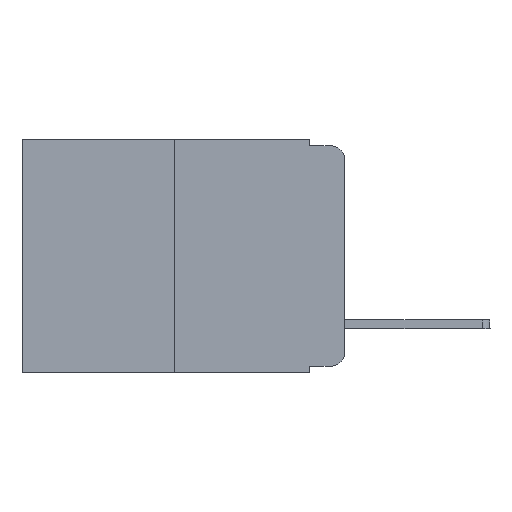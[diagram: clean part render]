
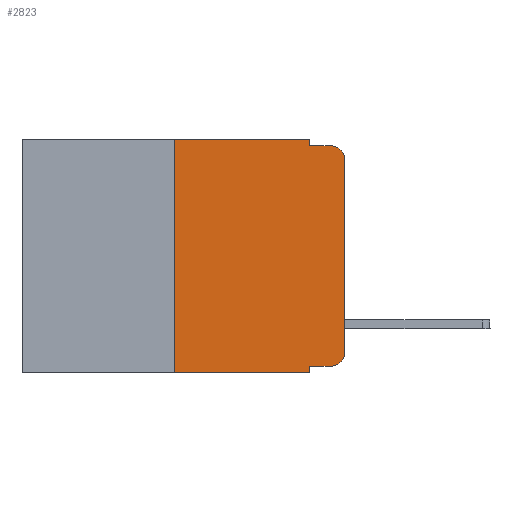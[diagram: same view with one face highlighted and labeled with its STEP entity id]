
A CAD part, left-side view. The second image highlights one B-rep face of the part: STEP entity #2823.
In plain terms, the highlighted planar face has unit normal (-1, 0, 0).
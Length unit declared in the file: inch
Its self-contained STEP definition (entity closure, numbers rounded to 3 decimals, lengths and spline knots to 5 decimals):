
#98 = CARTESIAN_POINT ( 'NONE',  ( 0., 0.051, -0.333 ) ) ;
#142 = DIRECTION ( 'NONE',  ( 0., 0., -1. ) ) ;
#522 = DIRECTION ( 'NONE',  ( 0., 0., -1. ) ) ;
#761 = CARTESIAN_POINT ( 'NONE',  ( 0., 0., -0.03 ) ) ;
#771 = DIRECTION ( 'NONE',  ( 0., -1., 0. ) ) ;
#1141 = CIRCLE ( 'NONE', #13492, 0.02 ) ;
#1198 = LINE ( 'NONE', #1537, #3832 ) ;
#1537 = CARTESIAN_POINT ( 'NONE',  ( 0., 0.25, 0. ) ) ;
#1805 = CARTESIAN_POINT ( 'NONE',  ( 0., 0.473, -0.343 ) ) ;
#2072 = ORIENTED_EDGE ( 'NONE', *, *, #11217, .T. ) ;
#2084 = ORIENTED_EDGE ( 'NONE', *, *, #11772, .F. ) ;
#2112 = VERTEX_POINT ( 'NONE', #8945 ) ;
#2122 = EDGE_CURVE ( 'NONE', #7214, #2112, #5254, .T. ) ;
#2222 = ORIENTED_EDGE ( 'NONE', *, *, #2317, .F. ) ;
#2289 = VECTOR ( 'NONE', #11733, 39.37008 ) ;
#2317 = EDGE_CURVE ( 'NONE', #14029, #12981, #10468, .T. ) ;
#2362 = DIRECTION ( 'NONE',  ( 0., 0., -1. ) ) ;
#2479 = PLANE ( 'NONE',  #14164 ) ;
#2551 = DIRECTION ( 'NONE',  ( 0., 0., 1. ) ) ;
#2672 = CARTESIAN_POINT ( 'NONE',  ( 0., 0.02, -0.01 ) ) ;
#2823 = ADVANCED_FACE ( 'NONE', ( #8716 ), #2479, .F. ) ;
#2832 = ORIENTED_EDGE ( 'NONE', *, *, #7063, .F. ) ;
#2856 = EDGE_CURVE ( 'NONE', #11890, #14029, #11852, .T. ) ;
#2969 = CARTESIAN_POINT ( 'NONE',  ( 0., 0.473, 0. ) ) ;
#3055 = LINE ( 'NONE', #8962, #13794 ) ;
#3224 = CARTESIAN_POINT ( 'NONE',  ( 0., 0., 0. ) ) ;
#3467 = DIRECTION ( 'NONE',  ( 0., -1., 0. ) ) ;
#3734 = VECTOR ( 'NONE', #771, 39.37008 ) ;
#3832 = VECTOR ( 'NONE', #2551, 39.37008 ) ;
#3851 = DIRECTION ( 'NONE',  ( 1., 0., 0. ) ) ;
#4097 = VERTEX_POINT ( 'NONE', #761 ) ;
#4460 = AXIS2_PLACEMENT_3D ( 'NONE', #8846, #7888, #142 ) ;
#4669 = ORIENTED_EDGE ( 'NONE', *, *, #2856, .F. ) ;
#4853 = CARTESIAN_POINT ( 'NONE',  ( 0., 0.051, -0.343 ) ) ;
#5110 = ORIENTED_EDGE ( 'NONE', *, *, #10104, .F. ) ;
#5254 = LINE ( 'NONE', #98, #8384 ) ;
#5288 = CARTESIAN_POINT ( 'NONE',  ( 0., 0.25, -0.343 ) ) ;
#5353 = ORIENTED_EDGE ( 'NONE', *, *, #14328, .T. ) ;
#5539 = DIRECTION ( 'NONE',  ( 0., 0., 1. ) ) ;
#5594 = CARTESIAN_POINT ( 'NONE',  ( 0., 0.051, -0.01 ) ) ;
#5994 = ORIENTED_EDGE ( 'NONE', *, *, #6637, .T. ) ;
#6475 = LINE ( 'NONE', #3224, #8230 ) ;
#6637 = EDGE_CURVE ( 'NONE', #2112, #10982, #1141, .T. ) ;
#6645 = CARTESIAN_POINT ( 'NONE',  ( 0., 0., -0.313 ) ) ;
#7063 = EDGE_CURVE ( 'NONE', #7214, #9569, #3055, .T. ) ;
#7214 = VERTEX_POINT ( 'NONE', #11671 ) ;
#7425 = EDGE_CURVE ( 'NONE', #10982, #4097, #6475, .T. ) ;
#7474 = EDGE_LOOP ( 'NONE', ( #11248, #2072, #2222, #4669, #5110, #2084, #5353, #2832, #14092, #5994 ) ) ;
#7888 = DIRECTION ( 'NONE',  ( -1., 0., 0. ) ) ;
#8230 = VECTOR ( 'NONE', #5539, 39.37008 ) ;
#8384 = VECTOR ( 'NONE', #3467, 39.37008 ) ;
#8716 = FACE_OUTER_BOUND ( 'NONE', #7474, .T. ) ;
#8755 = DIRECTION ( 'NONE',  ( -1., 0., 0. ) ) ;
#8846 = CARTESIAN_POINT ( 'NONE',  ( 0., 0.02, -0.03 ) ) ;
#8945 = CARTESIAN_POINT ( 'NONE',  ( 0., 0.02, -0.333 ) ) ;
#8961 = DIRECTION ( 'NONE',  ( 0., -1., 0. ) ) ;
#8962 = CARTESIAN_POINT ( 'NONE',  ( 0., 0.051, 0. ) ) ;
#9569 = VERTEX_POINT ( 'NONE', #4853 ) ;
#9667 = VERTEX_POINT ( 'NONE', #11635 ) ;
#10104 = EDGE_CURVE ( 'NONE', #9667, #11890, #11484, .T. ) ;
#10317 = LINE ( 'NONE', #1805, #3734 ) ;
#10468 = LINE ( 'NONE', #5594, #14264 ) ;
#10480 = CARTESIAN_POINT ( 'NONE',  ( 0., 0.473, 0. ) ) ;
#10638 = CARTESIAN_POINT ( 'NONE',  ( 0., 0.051, 0. ) ) ;
#10982 = VERTEX_POINT ( 'NONE', #6645 ) ;
#11217 = EDGE_CURVE ( 'NONE', #4097, #12981, #14043, .T. ) ;
#11248 = ORIENTED_EDGE ( 'NONE', *, *, #7425, .T. ) ;
#11314 = CARTESIAN_POINT ( 'NONE',  ( 0., 0.02, -0.313 ) ) ;
#11484 = LINE ( 'NONE', #2969, #12526 ) ;
#11635 = CARTESIAN_POINT ( 'NONE',  ( 0., 0.25, 0. ) ) ;
#11671 = CARTESIAN_POINT ( 'NONE',  ( 0., 0.051, -0.333 ) ) ;
#11733 = DIRECTION ( 'NONE',  ( 0., 0., -1. ) ) ;
#11772 = EDGE_CURVE ( 'NONE', #12463, #9667, #1198, .T. ) ;
#11799 = DIRECTION ( 'NONE',  ( 0., -1., 0. ) ) ;
#11852 = LINE ( 'NONE', #11887, #2289 ) ;
#11887 = CARTESIAN_POINT ( 'NONE',  ( 0., 0.051, 0. ) ) ;
#11890 = VERTEX_POINT ( 'NONE', #10638 ) ;
#12195 = CARTESIAN_POINT ( 'NONE',  ( 0., 0.051, -0.01 ) ) ;
#12463 = VERTEX_POINT ( 'NONE', #5288 ) ;
#12526 = VECTOR ( 'NONE', #11799, 39.37008 ) ;
#12981 = VERTEX_POINT ( 'NONE', #2672 ) ;
#13492 = AXIS2_PLACEMENT_3D ( 'NONE', #11314, #8755, #14266 ) ;
#13794 = VECTOR ( 'NONE', #2362, 39.37008 ) ;
#14029 = VERTEX_POINT ( 'NONE', #12195 ) ;
#14043 = CIRCLE ( 'NONE', #4460, 0.02 ) ;
#14092 = ORIENTED_EDGE ( 'NONE', *, *, #2122, .T. ) ;
#14164 = AXIS2_PLACEMENT_3D ( 'NONE', #10480, #3851, #522 ) ;
#14264 = VECTOR ( 'NONE', #8961, 39.37008 ) ;
#14266 = DIRECTION ( 'NONE',  ( 0., 0., -1. ) ) ;
#14328 = EDGE_CURVE ( 'NONE', #12463, #9569, #10317, .T. ) ;
